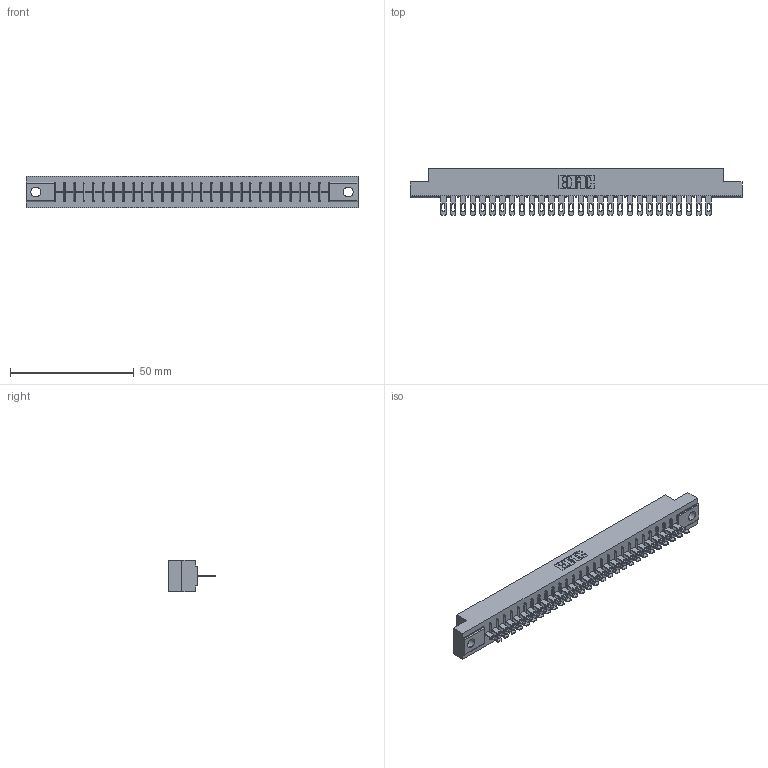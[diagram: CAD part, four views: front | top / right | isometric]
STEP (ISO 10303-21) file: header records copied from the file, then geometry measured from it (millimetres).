
FILE_DESCRIPTION (( 'STEP AP203' ), '1' );
FILE_NAME ('316-028-500-104.STEP', '2018-07-31T02:52:07', ( '' ), ( '' ), 'SwSTEP 2.0', 'SolidWorks 2016', '' );
FILE_SCHEMA (( 'CONFIG_CONTROL_DESIGN' ));
Length unit declared in the file: inch
Products named in the file (3): 306 Part_.156 Dia; 306-290-001_100; 316-028-500-104
Assembly tree (29 placements, depth 2):
  316-028-500-104
    306 Part_.156 Dia
    306-290-001_100  x28
Bounding box: 133.96 x 18.87 x 12.7 mm (x, y, z)
Volume: 14675.3 mm3; surface area: 15210.8 mm2
Topology: 29 solids, 29 shells, 2258 faces, 6372 edges, 4096 vertices
Faces by surface type: plane 1482, cylinder 664, sphere 112
Entity records: 28507 total; most frequent: CARTESIAN_POINT 4789, ORIENTED_EDGE 4744, DIRECTION 4716, EDGE_CURVE 2372, LINE 1854, VECTOR 1854, VERTEX_POINT 1504, AXIS2_PLACEMENT_3D 1431
